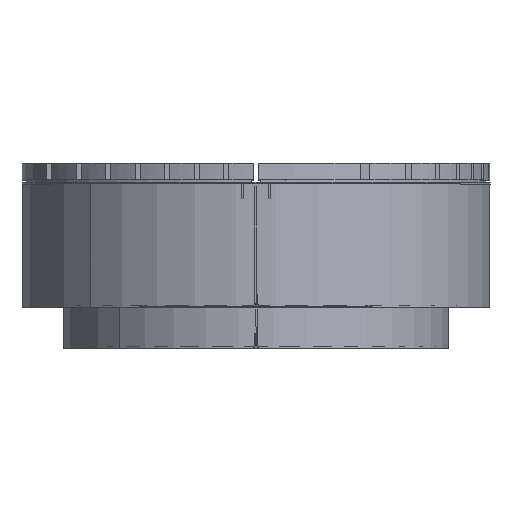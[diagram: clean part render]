
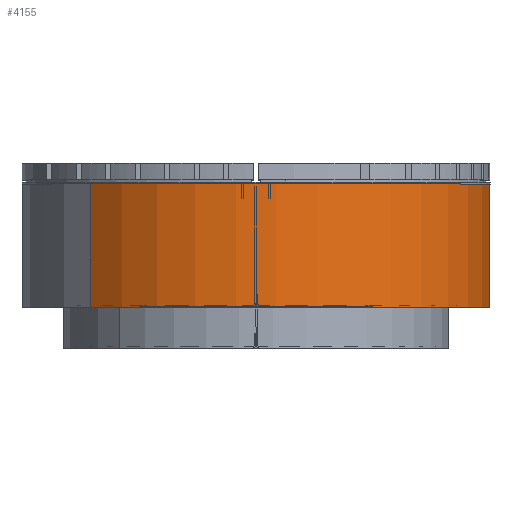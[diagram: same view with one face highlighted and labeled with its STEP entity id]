
A CAD part, top view. The second image highlights one B-rep face of the part: STEP entity #4155.
In plain terms, the highlighted cylindrical face has radius 570 mm (diameter 1140 mm), a partial arc.
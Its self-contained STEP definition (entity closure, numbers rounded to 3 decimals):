
#289 = DIRECTION ( 'NONE',  ( 0., 0., 1. ) ) ;
#472 = CARTESIAN_POINT ( 'NONE',  ( 570., 0., 0.1 ) ) ;
#532 = CIRCLE ( 'NONE', #15277, 570. ) ;
#860 = DIRECTION ( 'NONE',  ( 0., -1., 0. ) ) ;
#1384 = DIRECTION ( 'NONE',  ( 0., 1., 0. ) ) ;
#1626 = VERTEX_POINT ( 'NONE', #472 ) ;
#1975 = VECTOR ( 'NONE', #6744, 1000. ) ;
#3194 = VECTOR ( 'NONE', #860, 1000. ) ;
#3579 = CARTESIAN_POINT ( 'NONE',  ( 0., 300., 0. ) ) ;
#4155 = ADVANCED_FACE ( 'NONE', ( #8206 ), #15556, .T. ) ;
#5142 = CARTESIAN_POINT ( 'NONE',  ( 0., 0., 0. ) ) ;
#5252 = CARTESIAN_POINT ( 'NONE',  ( -570., 0., -0.05 ) ) ;
#6513 = LINE ( 'NONE', #7844, #1975 ) ;
#6744 = DIRECTION ( 'NONE',  ( 0., -1., 0. ) ) ;
#7488 = ORIENTED_EDGE ( 'NONE', *, *, #9716, .F. ) ;
#7844 = CARTESIAN_POINT ( 'NONE',  ( 570., 300., 0.1 ) ) ;
#8037 = VERTEX_POINT ( 'NONE', #13386 ) ;
#8206 = FACE_OUTER_BOUND ( 'NONE', #14392, .T. ) ;
#9280 = LINE ( 'NONE', #14075, #3194 ) ;
#9491 = CARTESIAN_POINT ( 'NONE',  ( 0., 300., 0. ) ) ;
#9716 = EDGE_CURVE ( 'NONE', #8037, #13633, #532, .T. ) ;
#10168 = ORIENTED_EDGE ( 'NONE', *, *, #12928, .T. ) ;
#10232 = AXIS2_PLACEMENT_3D ( 'NONE', #5142, #14856, #289 ) ;
#10390 = AXIS2_PLACEMENT_3D ( 'NONE', #9491, #13141, #15646 ) ;
#10526 = ORIENTED_EDGE ( 'NONE', *, *, #12271, .F. ) ;
#11218 = DIRECTION ( 'NONE',  ( 0., 0., 1. ) ) ;
#11348 = ORIENTED_EDGE ( 'NONE', *, *, #12511, .T. ) ;
#12271 = EDGE_CURVE ( 'NONE', #13633, #1626, #6513, .T. ) ;
#12356 = CARTESIAN_POINT ( 'NONE',  ( 570., 300., 0.1 ) ) ;
#12511 = EDGE_CURVE ( 'NONE', #8037, #14214, #9280, .T. ) ;
#12762 = CIRCLE ( 'NONE', #10232, 570. ) ;
#12928 = EDGE_CURVE ( 'NONE', #14214, #1626, #12762, .T. ) ;
#13141 = DIRECTION ( 'NONE',  ( 0., -1., 0. ) ) ;
#13386 = CARTESIAN_POINT ( 'NONE',  ( -570., 300., -0.05 ) ) ;
#13633 = VERTEX_POINT ( 'NONE', #12356 ) ;
#14075 = CARTESIAN_POINT ( 'NONE',  ( -570., 2724.848, -0.05 ) ) ;
#14214 = VERTEX_POINT ( 'NONE', #5252 ) ;
#14392 = EDGE_LOOP ( 'NONE', ( #11348, #10168, #10526, #7488 ) ) ;
#14856 = DIRECTION ( 'NONE',  ( 0., 1., 0. ) ) ;
#15277 = AXIS2_PLACEMENT_3D ( 'NONE', #3579, #1384, #11218 ) ;
#15556 = CYLINDRICAL_SURFACE ( 'NONE', #10390, 570. ) ;
#15646 = DIRECTION ( 'NONE',  ( 0., 0., -1. ) ) ;
